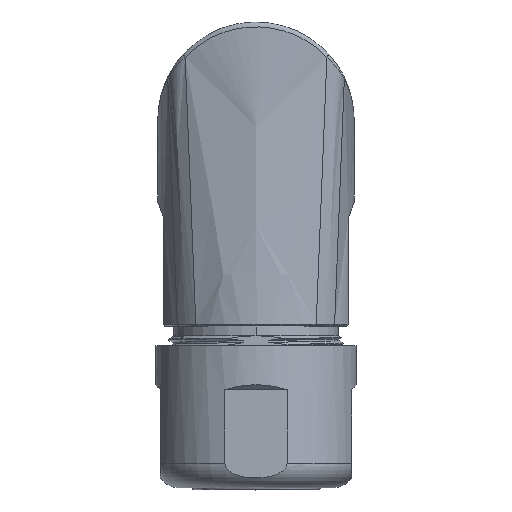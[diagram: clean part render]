
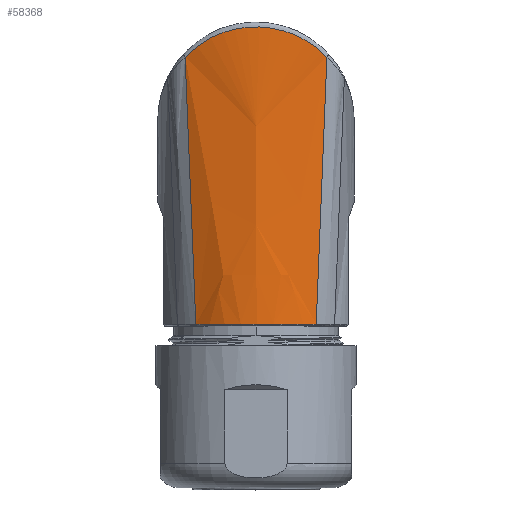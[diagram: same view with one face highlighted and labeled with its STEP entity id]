
A CAD part, top view. The second image highlights one B-rep face of the part: STEP entity #58368.
In plain terms, the highlighted free-form (B-spline) face has degree [3, 3] with [7, 4] control points.
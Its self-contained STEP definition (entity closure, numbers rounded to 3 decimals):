
#1675=CARTESIAN_POINT('',(-7.228,6.419,9.231));
#1677=DIRECTION('',(0.04,-0.998,-0.048));
#1678=VECTOR('',#1677,27.286);
#1679=CARTESIAN_POINT('',(-7.228,6.419,9.231));
#1680=LINE('',#1679,#1678);
#1681=CARTESIAN_POINT('',(-7.228,6.419,9.231));
#1682=CARTESIAN_POINT('',(-6.317,7.369,9.593));
#1683=CARTESIAN_POINT('',(-4.089,8.923,10.218));
#1684=CARTESIAN_POINT('',(0.,9.777,
10.564));
#1685=CARTESIAN_POINT('',(4.089,8.924,10.218));
#1686=CARTESIAN_POINT('',(6.317,7.37,9.593));
#1687=CARTESIAN_POINT('',(7.228,6.42,9.231));
#1689=DIRECTION('',(-0.04,-0.998,-0.048));
#1690=VECTOR('',#1689,27.287);
#1691=CARTESIAN_POINT('',(7.228,6.42,9.231));
#1692=LINE('',#1691,#1690);
#1836=CARTESIAN_POINT('',(-6.137,-20.813,
7.91));
#1837=CARTESIAN_POINT('',(-5.705,-20.811,
8.244));
#1838=CARTESIAN_POINT('',(-4.784,-20.808,
8.842));
#1839=CARTESIAN_POINT('',(-3.267,-20.805,
9.505));
#1840=CARTESIAN_POINT('',(-1.657,-20.803,
9.911));
#1841=CARTESIAN_POINT('',(0.001,-20.803,
10.048));
#1842=CARTESIAN_POINT('',(1.658,-20.803,9.911));
#1843=CARTESIAN_POINT('',(3.268,-20.805,9.504));
#1844=CARTESIAN_POINT('',(4.785,-20.808,8.841));
#1845=CARTESIAN_POINT('',(5.705,-20.811,8.243));
#1846=CARTESIAN_POINT('',(6.137,-20.813,7.91));
#47162=VERTEX_POINT('',#1675);
#47163=CARTESIAN_POINT('',(-6.137,-20.813,
7.91));
#47164=VERTEX_POINT('',#47163);
#47165=VERTEX_POINT('',#1687);
#47166=CARTESIAN_POINT('',(6.137,-20.813,
7.91));
#47167=VERTEX_POINT('',#47166);
#58330=CARTESIAN_POINT('',(6.318,-21.419,
7.715));
#58331=CARTESIAN_POINT('',(6.766,-10.913,
8.251));
#58332=CARTESIAN_POINT('',(7.214,-0.407,
8.788));
#58333=CARTESIAN_POINT('',(7.661,10.099,9.324));
#58334=CARTESIAN_POINT('',(6.251,-21.419,
7.771));
#58335=CARTESIAN_POINT('',(6.689,-10.913,
8.298));
#58336=CARTESIAN_POINT('',(7.128,-0.407,
8.826));
#58337=CARTESIAN_POINT('',(7.566,10.099,9.353));
#58338=CARTESIAN_POINT('',(4.473,-21.419,
9.206));
#58339=CARTESIAN_POINT('',(4.676,-10.913,
9.5));
#58340=CARTESIAN_POINT('',(4.879,-0.407,
9.795));
#58341=CARTESIAN_POINT('',(5.082,10.099,10.089));
#58342=CARTESIAN_POINT('',(0.,-21.419,
10.751));
#58343=CARTESIAN_POINT('',(0.,-10.913,
10.771));
#58344=CARTESIAN_POINT('',(0.,-0.407,
10.791));
#58345=CARTESIAN_POINT('',(0.,10.099,
10.811));
#58346=CARTESIAN_POINT('',(-4.473,-21.419,
9.206));
#58347=CARTESIAN_POINT('',(-4.676,-10.913,
9.5));
#58348=CARTESIAN_POINT('',(-4.879,-0.407,
9.795));
#58349=CARTESIAN_POINT('',(-5.082,10.099,
10.089));
#58350=CARTESIAN_POINT('',(-6.251,-21.419,
7.771));
#58351=CARTESIAN_POINT('',(-6.689,-10.913,
8.298));
#58352=CARTESIAN_POINT('',(-7.128,-0.407,
8.826));
#58353=CARTESIAN_POINT('',(-7.566,10.099,
9.353));
#58354=CARTESIAN_POINT('',(-6.318,-21.419,
7.715));
#58355=CARTESIAN_POINT('',(-6.766,-10.913,
8.251));
#58356=CARTESIAN_POINT('',(-7.214,-0.407,
8.788));
#58357=CARTESIAN_POINT('',(-7.661,10.099,
9.324));
#58358=B_SPLINE_SURFACE_WITH_KNOTS('',3,3,((#58330,#58331,#58332,#58333),
(#58334,#58335,#58336,#58337),(#58338,#58339,#58340,#58341),(#58342,#58343,
#58344,#58345),(#58346,#58347,#58348,#58349),(#58350,#58351,#58352,#58353),(
#58354,#58355,#58356,#58357)),.UNSPECIFIED.,.F.,.F.,.F.,(4,1,1,1,4),(4,4),(
-0.02,0.,0.5,1.,1.02),(0.,
1.),.UNSPECIFIED.);
#58360=ORIENTED_EDGE('',*,*,#58359,.T.);
#58362=ORIENTED_EDGE('',*,*,#58361,.T.);
#58364=ORIENTED_EDGE('',*,*,#58363,.F.);
#58365=ORIENTED_EDGE('',*,*,#58322,.F.);
#58366=EDGE_LOOP('',(#58360,#58362,#58364,#58365));
#58367=FACE_OUTER_BOUND('',#58366,.F.);
#1688=B_SPLINE_CURVE_WITH_KNOTS('',3,(#1681,#1682,#1683,#1684,#1685,#1686,
#1687),.UNSPECIFIED.,.F.,.F.,(4,1,1,1,4),(0.,0.25,0.5,0.75,1.),
.UNSPECIFIED.);
#1847=B_SPLINE_CURVE_WITH_KNOTS('',3,(#1836,#1837,#1838,#1839,#1840,#1841,#1842,
#1843,#1844,#1845,#1846),.UNSPECIFIED.,.F.,.F.,(4,1,1,1,1,1,1,1,4),(0.,
0.125,0.25,0.375,0.5,0.625,0.75,0.875,1.),.UNSPECIFIED.);
#58322=EDGE_CURVE('',#47162,#47164,#1680,.T.);
#58359=EDGE_CURVE('',#47162,#47165,#1688,.T.);
#58361=EDGE_CURVE('',#47165,#47167,#1692,.T.);
#58363=EDGE_CURVE('',#47164,#47167,#1847,.T.);
#58368=ADVANCED_FACE('',(#58367),#58358,.F.);
